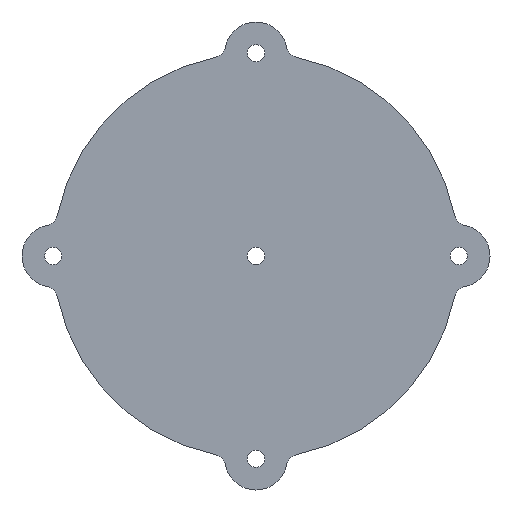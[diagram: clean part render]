
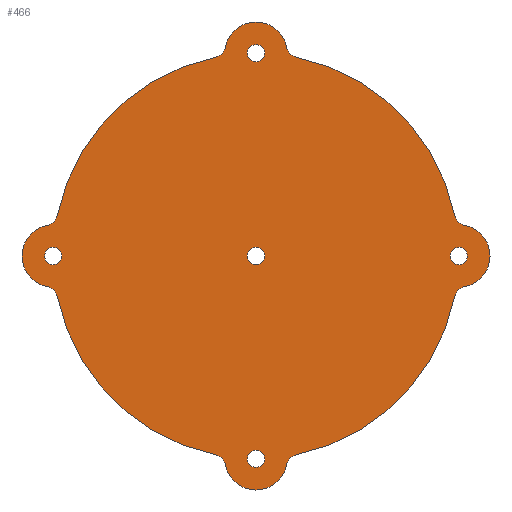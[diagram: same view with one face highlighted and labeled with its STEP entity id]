
A CAD part, front view. The second image highlights one B-rep face of the part: STEP entity #466.
In plain terms, the highlighted planar face has unit normal (0, -1, 0).
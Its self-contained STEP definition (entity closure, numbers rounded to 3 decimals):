
#21=FACE_BOUND('',#85,.T.);
#22=FACE_BOUND('',#86,.T.);
#23=FACE_BOUND('',#87,.T.);
#24=FACE_BOUND('',#88,.T.);
#25=FACE_BOUND('',#89,.T.);
#28=PLANE('',#558);
#53=FACE_OUTER_BOUND('',#84,.T.);
#84=EDGE_LOOP('',(#399,#400,#401,#402,#403,#404,#405,#406,#407,#408,#409,
#410,#411,#412,#413,#414));
#85=EDGE_LOOP('',(#415));
#86=EDGE_LOOP('',(#416));
#87=EDGE_LOOP('',(#417));
#88=EDGE_LOOP('',(#418));
#89=EDGE_LOOP('',(#419));
#137=CIRCLE('',#496,4.);
#139=CIRCLE('',#499,65.);
#141=CIRCLE('',#502,4.);
#144=CIRCLE('',#506,10.);
#145=CIRCLE('',#508,4.);
#148=CIRCLE('',#512,65.);
#149=CIRCLE('',#514,4.);
#152=CIRCLE('',#518,10.);
#153=CIRCLE('',#520,4.);
#155=CIRCLE('',#523,10.);
#157=CIRCLE('',#526,4.);
#160=CIRCLE('',#530,65.);
#161=CIRCLE('',#532,4.);
#164=CIRCLE('',#536,65.);
#165=CIRCLE('',#538,4.);
#168=CIRCLE('',#542,10.);
#170=CIRCLE('',#545,2.75);
#172=CIRCLE('',#548,2.75);
#173=CIRCLE('',#550,2.75);
#175=CIRCLE('',#553,2.75);
#177=CIRCLE('',#556,2.75);
#181=VERTEX_POINT('',#732);
#182=VERTEX_POINT('',#733);
#185=VERTEX_POINT('',#741);
#187=VERTEX_POINT('',#747);
#188=VERTEX_POINT('',#748);
#191=VERTEX_POINT('',#759);
#192=VERTEX_POINT('',#760);
#195=VERTEX_POINT('',#771);
#196=VERTEX_POINT('',#772);
#199=VERTEX_POINT('',#783);
#200=VERTEX_POINT('',#784);
#203=VERTEX_POINT('',#792);
#205=VERTEX_POINT('',#798);
#207=VERTEX_POINT('',#807);
#208=VERTEX_POINT('',#808);
#211=VERTEX_POINT('',#819);
#214=VERTEX_POINT('',#830);
#216=VERTEX_POINT('',#836);
#217=VERTEX_POINT('',#840);
#219=VERTEX_POINT('',#846);
#221=VERTEX_POINT('',#852);
#226=EDGE_CURVE('',#181,#182,#137,.T.);
#230=EDGE_CURVE('',#182,#185,#139,.T.);
#233=EDGE_CURVE('',#187,#188,#141,.T.);
#238=EDGE_CURVE('',#188,#181,#144,.T.);
#239=EDGE_CURVE('',#191,#192,#145,.T.);
#244=EDGE_CURVE('',#192,#187,#148,.T.);
#245=EDGE_CURVE('',#195,#196,#149,.T.);
#250=EDGE_CURVE('',#196,#191,#152,.T.);
#251=EDGE_CURVE('',#199,#200,#153,.T.);
#255=EDGE_CURVE('',#200,#203,#155,.T.);
#258=EDGE_CURVE('',#203,#205,#157,.T.);
#262=EDGE_CURVE('',#205,#195,#160,.T.);
#263=EDGE_CURVE('',#207,#208,#161,.T.);
#268=EDGE_CURVE('',#208,#199,#164,.T.);
#269=EDGE_CURVE('',#185,#211,#165,.T.);
#273=EDGE_CURVE('',#211,#207,#168,.T.);
#276=EDGE_CURVE('',#214,#214,#170,.T.);
#279=EDGE_CURVE('',#216,#216,#172,.T.);
#281=EDGE_CURVE('',#217,#217,#173,.T.);
#284=EDGE_CURVE('',#219,#219,#175,.T.);
#287=EDGE_CURVE('',#221,#221,#177,.T.);
#399=ORIENTED_EDGE('',*,*,#245,.F.);
#400=ORIENTED_EDGE('',*,*,#262,.F.);
#401=ORIENTED_EDGE('',*,*,#258,.F.);
#402=ORIENTED_EDGE('',*,*,#255,.F.);
#403=ORIENTED_EDGE('',*,*,#251,.F.);
#404=ORIENTED_EDGE('',*,*,#268,.F.);
#405=ORIENTED_EDGE('',*,*,#263,.F.);
#406=ORIENTED_EDGE('',*,*,#273,.F.);
#407=ORIENTED_EDGE('',*,*,#269,.F.);
#408=ORIENTED_EDGE('',*,*,#230,.F.);
#409=ORIENTED_EDGE('',*,*,#226,.F.);
#410=ORIENTED_EDGE('',*,*,#238,.F.);
#411=ORIENTED_EDGE('',*,*,#233,.F.);
#412=ORIENTED_EDGE('',*,*,#244,.F.);
#413=ORIENTED_EDGE('',*,*,#239,.F.);
#414=ORIENTED_EDGE('',*,*,#250,.F.);
#415=ORIENTED_EDGE('',*,*,#287,.F.);
#416=ORIENTED_EDGE('',*,*,#284,.F.);
#417=ORIENTED_EDGE('',*,*,#281,.F.);
#418=ORIENTED_EDGE('',*,*,#279,.F.);
#419=ORIENTED_EDGE('',*,*,#276,.F.);
#466=ADVANCED_FACE('',(#53,#21,#22,#23,#24,#25),#28,.F.);
#496=AXIS2_PLACEMENT_3D('',#734,#574,#575);
#499=AXIS2_PLACEMENT_3D('',#742,#582,#583);
#502=AXIS2_PLACEMENT_3D('',#749,#589,#590);
#506=AXIS2_PLACEMENT_3D('',#757,#599,#600);
#508=AXIS2_PLACEMENT_3D('',#761,#603,#604);
#512=AXIS2_PLACEMENT_3D('',#769,#613,#614);
#514=AXIS2_PLACEMENT_3D('',#773,#617,#618);
#518=AXIS2_PLACEMENT_3D('',#781,#627,#628);
#520=AXIS2_PLACEMENT_3D('',#785,#631,#632);
#523=AXIS2_PLACEMENT_3D('',#793,#639,#640);
#526=AXIS2_PLACEMENT_3D('',#799,#646,#647);
#530=AXIS2_PLACEMENT_3D('',#805,#655,#656);
#532=AXIS2_PLACEMENT_3D('',#809,#659,#660);
#536=AXIS2_PLACEMENT_3D('',#817,#669,#670);
#538=AXIS2_PLACEMENT_3D('',#820,#673,#674);
#542=AXIS2_PLACEMENT_3D('',#826,#682,#683);
#545=AXIS2_PLACEMENT_3D('',#832,#689,#690);
#548=AXIS2_PLACEMENT_3D('',#838,#696,#697);
#550=AXIS2_PLACEMENT_3D('',#842,#701,#702);
#553=AXIS2_PLACEMENT_3D('',#848,#708,#709);
#556=AXIS2_PLACEMENT_3D('',#854,#715,#716);
#558=AXIS2_PLACEMENT_3D('',#856,#719,#720);
#574=DIRECTION('center_axis',(0.,-1.,0.));
#575=DIRECTION('ref_axis',(-0.703,0.,0.712));
#582=DIRECTION('center_axis',(0.,1.,0.));
#583=DIRECTION('ref_axis',(-1.,0.,0.));
#589=DIRECTION('center_axis',(0.,-1.,0.));
#590=DIRECTION('ref_axis',(-0.703,0.,-0.712));
#599=DIRECTION('center_axis',(0.,1.,0.));
#600=DIRECTION('ref_axis',(-1.,0.,0.));
#603=DIRECTION('center_axis',(0.,-1.,0.));
#604=DIRECTION('ref_axis',(-0.712,0.,-0.703));
#613=DIRECTION('center_axis',(0.,1.,0.));
#614=DIRECTION('ref_axis',(-1.,0.,0.));
#617=DIRECTION('center_axis',(0.,-1.,0.));
#618=DIRECTION('ref_axis',(0.712,0.,-0.703));
#627=DIRECTION('center_axis',(0.,1.,0.));
#628=DIRECTION('ref_axis',(-1.,0.,0.));
#631=DIRECTION('center_axis',(0.,-1.,0.));
#632=DIRECTION('ref_axis',(0.703,0.,0.712));
#639=DIRECTION('center_axis',(0.,1.,0.));
#640=DIRECTION('ref_axis',(-1.,0.,0.));
#646=DIRECTION('center_axis',(0.,-1.,0.));
#647=DIRECTION('ref_axis',(0.703,0.,-0.712));
#655=DIRECTION('center_axis',(0.,1.,0.));
#656=DIRECTION('ref_axis',(-1.,0.,0.));
#659=DIRECTION('center_axis',(0.,-1.,0.));
#660=DIRECTION('ref_axis',(0.712,0.,0.703));
#669=DIRECTION('center_axis',(0.,1.,0.));
#670=DIRECTION('ref_axis',(-1.,0.,0.));
#673=DIRECTION('center_axis',(0.,-1.,0.));
#674=DIRECTION('ref_axis',(-0.712,0.,0.703));
#682=DIRECTION('center_axis',(0.,1.,0.));
#683=DIRECTION('ref_axis',(-1.,0.,0.));
#689=DIRECTION('center_axis',(0.,-1.,0.));
#690=DIRECTION('ref_axis',(1.,0.,0.));
#696=DIRECTION('center_axis',(0.,-1.,0.));
#697=DIRECTION('ref_axis',(1.,0.,0.));
#701=DIRECTION('center_axis',(0.,-1.,0.));
#702=DIRECTION('ref_axis',(1.,0.,0.));
#708=DIRECTION('center_axis',(0.,-1.,0.));
#709=DIRECTION('ref_axis',(1.,0.,0.));
#715=DIRECTION('center_axis',(0.,-1.,0.));
#716=DIRECTION('ref_axis',(1.,0.,0.));
#719=DIRECTION('center_axis',(0.,1.,0.));
#720=DIRECTION('ref_axis',(0.,0.,1.));
#732=CARTESIAN_POINT('',(66.868,0.,-9.824));
#733=CARTESIAN_POINT('',(63.696,0.,-12.956));
#734=CARTESIAN_POINT('Origin',(67.615,0.,-13.754));
#741=CARTESIAN_POINT('',(12.956,0.,-63.696));
#742=CARTESIAN_POINT('Origin',(0.,0.,0.));
#747=CARTESIAN_POINT('',(63.696,0.,12.956));
#748=CARTESIAN_POINT('',(66.868,0.,9.824));
#749=CARTESIAN_POINT('Origin',(67.615,0.,13.754));
#757=CARTESIAN_POINT('Origin',(65.,0.,0.));
#759=CARTESIAN_POINT('',(9.824,0.,66.868));
#760=CARTESIAN_POINT('',(12.956,0.,63.696));
#761=CARTESIAN_POINT('Origin',(13.754,0.,67.615));
#769=CARTESIAN_POINT('Origin',(0.,0.,0.));
#771=CARTESIAN_POINT('',(-12.956,0.,63.696));
#772=CARTESIAN_POINT('',(-9.824,0.,66.868));
#773=CARTESIAN_POINT('Origin',(-13.754,0.,67.615));
#781=CARTESIAN_POINT('Origin',(0.,0.,65.));
#783=CARTESIAN_POINT('',(-63.696,0.,-12.956));
#784=CARTESIAN_POINT('',(-66.868,0.,-9.824));
#785=CARTESIAN_POINT('Origin',(-67.615,0.,-13.754));
#792=CARTESIAN_POINT('',(-66.868,0.,9.824));
#793=CARTESIAN_POINT('Origin',(-65.,0.,0.));
#798=CARTESIAN_POINT('',(-63.696,0.,12.956));
#799=CARTESIAN_POINT('Origin',(-67.615,0.,13.754));
#805=CARTESIAN_POINT('Origin',(0.,0.,0.));
#807=CARTESIAN_POINT('',(-9.824,0.,-66.868));
#808=CARTESIAN_POINT('',(-12.956,0.,-63.696));
#809=CARTESIAN_POINT('Origin',(-13.754,0.,-67.615));
#817=CARTESIAN_POINT('Origin',(0.,0.,0.));
#819=CARTESIAN_POINT('',(9.824,0.,-66.868));
#820=CARTESIAN_POINT('Origin',(13.754,0.,-67.615));
#826=CARTESIAN_POINT('Origin',(0.,0.,-65.));
#830=CARTESIAN_POINT('',(-2.75,0.,65.));
#832=CARTESIAN_POINT('Origin',(0.,0.,65.));
#836=CARTESIAN_POINT('',(-67.75,0.,0.));
#838=CARTESIAN_POINT('Origin',(-65.,0.,0.));
#840=CARTESIAN_POINT('',(-2.75,0.,0.));
#842=CARTESIAN_POINT('Origin',(0.,0.,0.));
#846=CARTESIAN_POINT('',(-2.75,0.,-65.));
#848=CARTESIAN_POINT('Origin',(0.,0.,-65.));
#852=CARTESIAN_POINT('',(62.25,0.,0.));
#854=CARTESIAN_POINT('Origin',(65.,0.,0.));
#856=CARTESIAN_POINT('Origin',(69.615,0.,0.));
